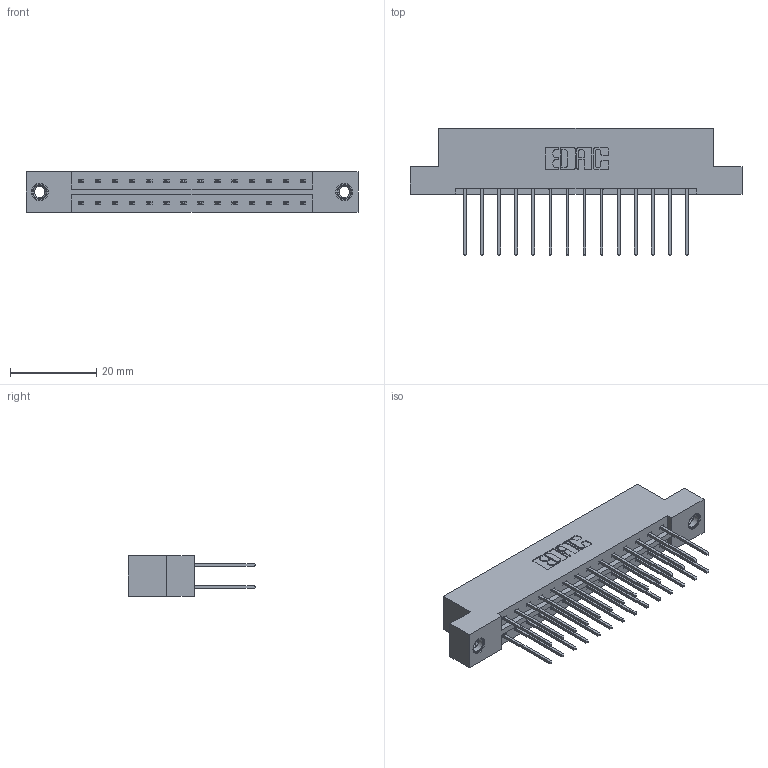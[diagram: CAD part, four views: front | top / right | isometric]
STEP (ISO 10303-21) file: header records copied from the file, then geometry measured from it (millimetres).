
FILE_DESCRIPTION (( 'STEP AP203' ), '1' );
FILE_NAME ('333-028-540-207.STEP', '2018-08-02T15:02:53', ( '' ), ( '' ), 'SwSTEP 2.0', 'SolidWorks 2016', '' );
FILE_SCHEMA (( 'CONFIG_CONTROL_DESIGN' ));
Length unit declared in the file: inch
Products named in the file (4): 333 Part_Flush - .156 Dia - TI; 345-292-001_345-293-140; 345-250-001_345-250-005-103; 333-028-540-207
Assembly tree (31 placements, depth 2):
  333-028-540-207
    333 Part_Flush - .156 Dia - TI
    345-292-001_345-293-140  x28
    345-250-001_345-250-005-103  x2
Bounding box: 77.01 x 29.47 x 9.4 mm (x, y, z)
Volume: 7693.4 mm3; surface area: 9349.8 mm2
Topology: 31 solids, 31 shells, 1630 faces, 4787 edges, 3146 vertices
Faces by surface type: plane 1110, cylinder 504, cone 12, torus 4
Entity records: 13832 total; most frequent: CARTESIAN_POINT 2309, ORIENTED_EDGE 2238, DIRECTION 2053, EDGE_CURVE 1119, VECTOR 971, LINE 971, VERTEX_POINT 740, AXIS2_PLACEMENT_3D 541
